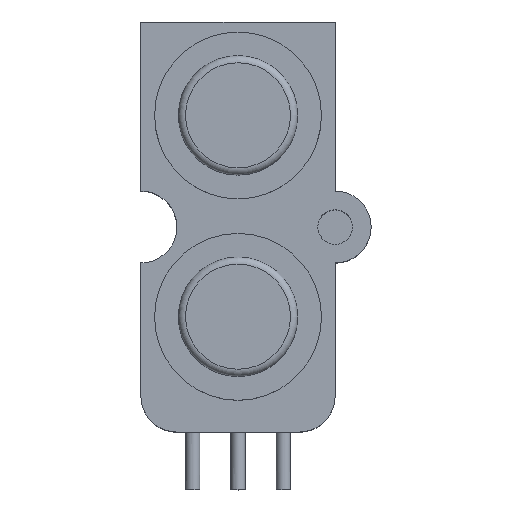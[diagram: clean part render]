
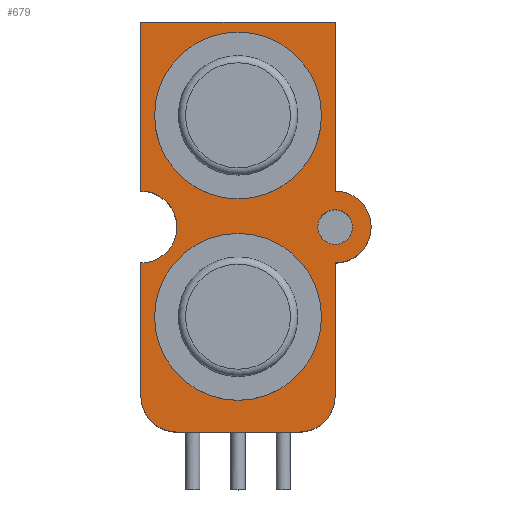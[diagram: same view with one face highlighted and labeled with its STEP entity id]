
A CAD part, top view. The second image highlights one B-rep face of the part: STEP entity #679.
In plain terms, the highlighted planar face has unit normal (0, 0, 1).
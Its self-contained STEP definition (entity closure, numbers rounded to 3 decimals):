
#16=FACE_BOUND('',#131,.T.);
#17=FACE_BOUND('',#132,.T.);
#18=FACE_BOUND('',#133,.T.);
#50=PLANE('',#779);
#89=FACE_OUTER_BOUND('',#130,.T.);
#130=EDGE_LOOP('',(#582,#583,#584,#585,#586,#587,#588,#589,#590,#591));
#131=EDGE_LOOP('',(#592));
#132=EDGE_LOOP('',(#593));
#133=EDGE_LOOP('',(#594));
#145=LINE('',#1023,#190);
#170=LINE('',#1261,#215);
#172=LINE('',#1265,#217);
#175=LINE('',#1272,#220);
#176=LINE('',#1275,#221);
#179=LINE('',#1282,#224);
#190=VECTOR('',#809,10.);
#215=VECTOR('',#958,10.);
#217=VECTOR('',#962,10.);
#220=VECTOR('',#971,10.);
#221=VECTOR('',#974,10.);
#224=VECTOR('',#983,10.);
#225=CIRCLE('',#702,2.5);
#233=CIRCLE('',#715,2.5);
#234=CIRCLE('',#717,1.2);
#259=CIRCLE('',#764,5.8);
#261=CIRCLE('',#768,5.8);
#262=CIRCLE('',#773,2.5);
#263=CIRCLE('',#777,2.5);
#264=VERTEX_POINT('',#990);
#265=VERTEX_POINT('',#991);
#279=VERTEX_POINT('',#1021);
#289=VERTEX_POINT('',#1048);
#290=VERTEX_POINT('',#1052);
#314=VERTEX_POINT('',#1246);
#316=VERTEX_POINT('',#1253);
#317=VERTEX_POINT('',#1258);
#318=VERTEX_POINT('',#1260);
#319=VERTEX_POINT('',#1264);
#320=VERTEX_POINT('',#1268);
#321=VERTEX_POINT('',#1274);
#322=VERTEX_POINT('',#1278);
#323=EDGE_CURVE('',#264,#265,#225,.T.);
#339=EDGE_CURVE('',#264,#279,#145,.T.);
#353=EDGE_CURVE('',#289,#279,#233,.T.);
#355=EDGE_CURVE('',#290,#290,#234,.T.);
#397=EDGE_CURVE('',#314,#314,#259,.T.);
#400=EDGE_CURVE('',#316,#316,#261,.T.);
#402=EDGE_CURVE('',#318,#317,#170,.T.);
#404=EDGE_CURVE('',#319,#318,#172,.T.);
#406=EDGE_CURVE('',#320,#319,#262,.T.);
#408=EDGE_CURVE('',#289,#320,#175,.T.);
#409=EDGE_CURVE('',#321,#265,#176,.T.);
#411=EDGE_CURVE('',#322,#321,#263,.T.);
#413=EDGE_CURVE('',#317,#322,#179,.T.);
#582=ORIENTED_EDGE('',*,*,#323,.F.);
#583=ORIENTED_EDGE('',*,*,#339,.T.);
#584=ORIENTED_EDGE('',*,*,#353,.F.);
#585=ORIENTED_EDGE('',*,*,#408,.T.);
#586=ORIENTED_EDGE('',*,*,#406,.T.);
#587=ORIENTED_EDGE('',*,*,#404,.T.);
#588=ORIENTED_EDGE('',*,*,#402,.T.);
#589=ORIENTED_EDGE('',*,*,#413,.T.);
#590=ORIENTED_EDGE('',*,*,#411,.T.);
#591=ORIENTED_EDGE('',*,*,#409,.T.);
#592=ORIENTED_EDGE('',*,*,#355,.T.);
#593=ORIENTED_EDGE('',*,*,#397,.T.);
#594=ORIENTED_EDGE('',*,*,#400,.T.);
#679=ADVANCED_FACE('',(#89,#16,#17,#18),#50,.T.);
#702=AXIS2_PLACEMENT_3D('',#992,#785,#786);
#715=AXIS2_PLACEMENT_3D('',#1049,#831,#832);
#717=AXIS2_PLACEMENT_3D('',#1053,#836,#837);
#764=AXIS2_PLACEMENT_3D('',#1248,#942,#943);
#768=AXIS2_PLACEMENT_3D('',#1255,#951,#952);
#773=AXIS2_PLACEMENT_3D('',#1269,#966,#967);
#777=AXIS2_PLACEMENT_3D('',#1279,#978,#979);
#779=AXIS2_PLACEMENT_3D('',#1283,#984,#985);
#785=DIRECTION('center_axis',(0.,0.,-1.));
#786=DIRECTION('ref_axis',(-0.707,-0.707,0.));
#809=DIRECTION('',(1.,0.,0.));
#831=DIRECTION('center_axis',(0.,0.,-1.));
#832=DIRECTION('ref_axis',(0.707,-0.707,0.));
#836=DIRECTION('center_axis',(0.,0.,-1.));
#837=DIRECTION('ref_axis',(-1.,0.,0.));
#942=DIRECTION('center_axis',(0.,0.,-1.));
#943=DIRECTION('ref_axis',(-1.,0.,0.));
#951=DIRECTION('center_axis',(0.,0.,-1.));
#952=DIRECTION('ref_axis',(-1.,0.,0.));
#958=DIRECTION('',(-1.,0.,0.));
#962=DIRECTION('',(0.,1.,0.));
#966=DIRECTION('center_axis',(0.,0.,1.));
#967=DIRECTION('ref_axis',(0.,-1.,0.));
#971=DIRECTION('',(0.,1.,0.));
#974=DIRECTION('',(0.,-1.,0.));
#978=DIRECTION('center_axis',(0.,0.,-1.));
#979=DIRECTION('ref_axis',(0.,1.,0.));
#983=DIRECTION('',(0.,-1.,0.));
#984=DIRECTION('center_axis',(0.,0.,1.));
#985=DIRECTION('ref_axis',(1.,0.,0.));
#990=CARTESIAN_POINT('',(-5.617,-15.911,11.3));
#991=CARTESIAN_POINT('',(-8.117,-13.411,11.3));
#992=CARTESIAN_POINT('Origin',(-5.617,-13.411,11.3));
#1021=CARTESIAN_POINT('',(2.883,-15.911,11.3));
#1023=CARTESIAN_POINT('',(-8.117,-15.911,11.3));
#1048=CARTESIAN_POINT('',(5.383,-13.411,11.3));
#1049=CARTESIAN_POINT('Origin',(2.883,-13.411,11.3));
#1052=CARTESIAN_POINT('',(6.583,-1.661,11.3));
#1053=CARTESIAN_POINT('Origin',(5.383,-1.661,11.3));
#1246=CARTESIAN_POINT('',(4.433,6.089,11.3));
#1248=CARTESIAN_POINT('Origin',(-1.367,6.089,11.3));
#1253=CARTESIAN_POINT('',(4.433,-7.911,11.3));
#1255=CARTESIAN_POINT('Origin',(-1.367,-7.911,11.3));
#1258=CARTESIAN_POINT('',(-8.117,12.589,11.3));
#1260=CARTESIAN_POINT('',(5.383,12.589,11.3));
#1261=CARTESIAN_POINT('',(5.383,12.589,11.3));
#1264=CARTESIAN_POINT('',(5.383,0.839,11.3));
#1265=CARTESIAN_POINT('',(5.383,0.839,11.3));
#1268=CARTESIAN_POINT('',(5.383,-4.161,11.3));
#1269=CARTESIAN_POINT('Origin',(5.383,-1.661,11.3));
#1272=CARTESIAN_POINT('',(5.383,-15.911,11.3));
#1274=CARTESIAN_POINT('',(-8.117,-4.161,11.3));
#1275=CARTESIAN_POINT('',(-8.117,-4.161,11.3));
#1278=CARTESIAN_POINT('',(-8.117,0.839,11.3));
#1279=CARTESIAN_POINT('Origin',(-8.117,-1.661,11.3));
#1282=CARTESIAN_POINT('',(-8.117,12.589,11.3));
#1283=CARTESIAN_POINT('Origin',(-1.149,-1.661,11.3));
